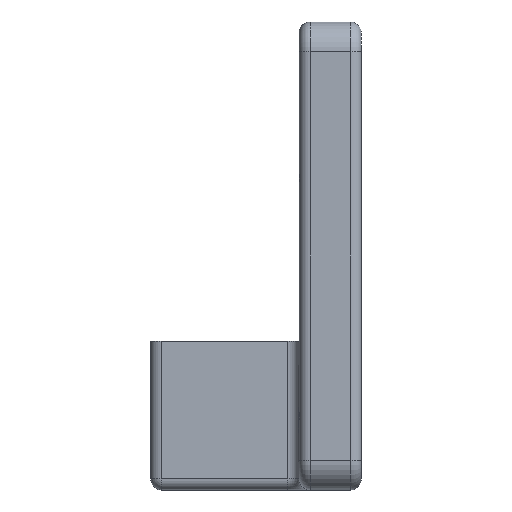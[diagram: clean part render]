
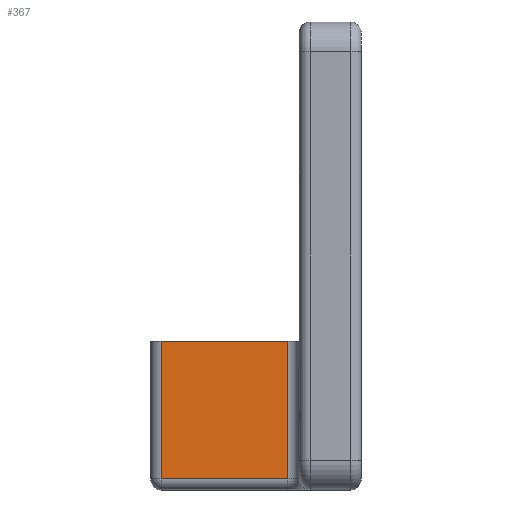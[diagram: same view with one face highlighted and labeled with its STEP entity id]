
A CAD part, left-side view. The second image highlights one B-rep face of the part: STEP entity #367.
In plain terms, the highlighted planar face has unit normal (-1, 0, 0).
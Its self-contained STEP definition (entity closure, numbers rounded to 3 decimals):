
#275 = VECTOR ( 'NONE', #4824, 1000. ) ;
#367 = ADVANCED_FACE ( 'NONE', ( #823 ), #2588, .F. ) ;
#570 = EDGE_CURVE ( 'NONE', #908, #4864, #3629, .T. ) ;
#823 = FACE_OUTER_BOUND ( 'NONE', #1210, .T. ) ;
#908 = VERTEX_POINT ( 'NONE', #5318 ) ;
#946 = LINE ( 'NONE', #2705, #5457 ) ;
#1210 = EDGE_LOOP ( 'NONE', ( #4557, #3434, #4939, #1326 ) ) ;
#1326 = ORIENTED_EDGE ( 'NONE', *, *, #570, .T. ) ;
#1992 = CARTESIAN_POINT ( 'NONE',  ( 21., 157.4, 0. ) ) ;
#2588 = PLANE ( 'NONE',  #3458 ) ;
#2705 = CARTESIAN_POINT ( 'NONE',  ( 21., 155.9, -23.5 ) ) ;
#2757 = CARTESIAN_POINT ( 'NONE',  ( 21., 174.4, -5. ) ) ;
#2794 = DIRECTION ( 'NONE',  ( 0., -1., 0. ) ) ;
#2945 = CARTESIAN_POINT ( 'NONE',  ( 21., 157.4, -5. ) ) ;
#2960 = VECTOR ( 'NONE', #5209, 1000. ) ;
#3072 = CARTESIAN_POINT ( 'NONE',  ( 21., 175.9, -5. ) ) ;
#3256 = EDGE_CURVE ( 'NONE', #5623, #4864, #5263, .T. ) ;
#3434 = ORIENTED_EDGE ( 'NONE', *, *, #4758, .T. ) ;
#3458 = AXIS2_PLACEMENT_3D ( 'NONE', #4724, #5559, #5186 ) ;
#3629 = LINE ( 'NONE', #1992, #5274 ) ;
#3841 = VERTEX_POINT ( 'NONE', #4273 ) ;
#4273 = CARTESIAN_POINT ( 'NONE',  ( 21., 174.4, -23.5 ) ) ;
#4294 = CARTESIAN_POINT ( 'NONE',  ( 21., 174.4, -25. ) ) ;
#4557 = ORIENTED_EDGE ( 'NONE', *, *, #3256, .F. ) ;
#4585 = DIRECTION ( 'NONE',  ( 0., 0., 1. ) ) ;
#4724 = CARTESIAN_POINT ( 'NONE',  ( 21., 175.9, 0. ) ) ;
#4758 = EDGE_CURVE ( 'NONE', #5623, #3841, #5598, .T. ) ;
#4824 = DIRECTION ( 'NONE',  ( 0., 0., -1. ) ) ;
#4864 = VERTEX_POINT ( 'NONE', #2945 ) ;
#4939 = ORIENTED_EDGE ( 'NONE', *, *, #5036, .T. ) ;
#5036 = EDGE_CURVE ( 'NONE', #3841, #908, #946, .T. ) ;
#5186 = DIRECTION ( 'NONE',  ( 0., 0., -1. ) ) ;
#5209 = DIRECTION ( 'NONE',  ( 0., -1., 0. ) ) ;
#5263 = LINE ( 'NONE', #3072, #2960 ) ;
#5274 = VECTOR ( 'NONE', #4585, 1000. ) ;
#5318 = CARTESIAN_POINT ( 'NONE',  ( 21., 157.4, -23.5 ) ) ;
#5457 = VECTOR ( 'NONE', #2794, 1000. ) ;
#5559 = DIRECTION ( 'NONE',  ( 1., 0., 0. ) ) ;
#5598 = LINE ( 'NONE', #4294, #275 ) ;
#5623 = VERTEX_POINT ( 'NONE', #2757 ) ;
